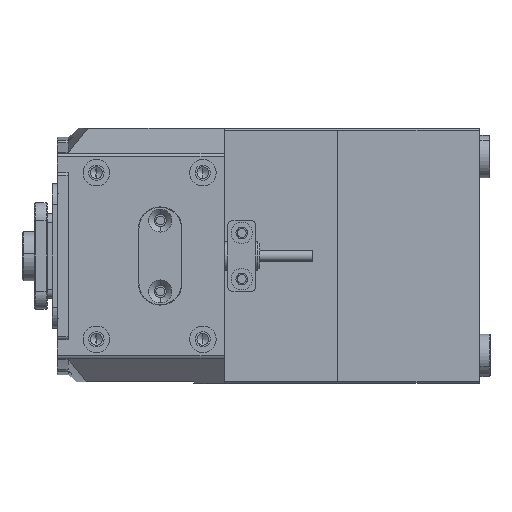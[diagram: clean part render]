
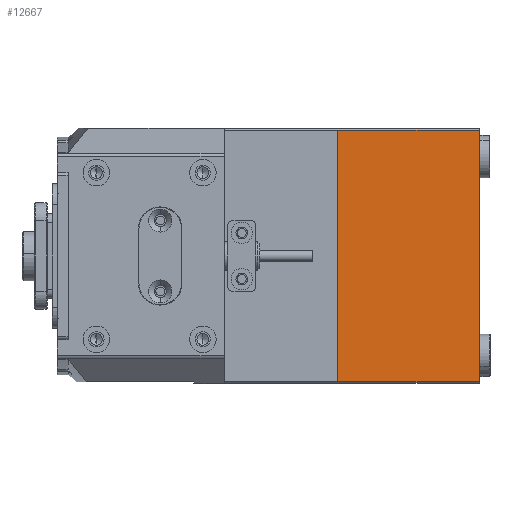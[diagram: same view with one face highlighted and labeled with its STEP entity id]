
A CAD part, left-side view. The second image highlights one B-rep face of the part: STEP entity #12667.
In plain terms, the highlighted planar face has unit normal (-1, 0, 0).
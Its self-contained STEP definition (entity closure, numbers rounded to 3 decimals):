
#104 = CARTESIAN_POINT ( 'NONE',  ( -62.5, 35.95, -40. ) ) ;
#313 = CARTESIAN_POINT ( 'NONE',  ( -62.5, 35.95, -40. ) ) ;
#1085 = ORIENTED_EDGE ( 'NONE', *, *, #11418, .F. ) ;
#2339 = VERTEX_POINT ( 'NONE', #35435 ) ;
#3147 = VECTOR ( 'NONE', #38266, 1000. ) ;
#4076 = EDGE_LOOP ( 'NONE', ( #36337, #8763, #1085, #38909 ) ) ;
#6284 = VECTOR ( 'NONE', #25798, 1000. ) ;
#8763 = ORIENTED_EDGE ( 'NONE', *, *, #33517, .T. ) ;
#11418 = EDGE_CURVE ( 'NONE', #46546, #49383, #43097, .T. ) ;
#12667 = ADVANCED_FACE ( 'NONE', ( #28708 ), #41653, .F. ) ;
#14285 = CARTESIAN_POINT ( 'NONE',  ( -62.5, 35.45, -40. ) ) ;
#17619 = CARTESIAN_POINT ( 'NONE',  ( -62.5, 35.95, 0. ) ) ;
#18471 = AXIS2_PLACEMENT_3D ( 'NONE', #313, #30970, #42472 ) ;
#19025 = VERTEX_POINT ( 'NONE', #48439 ) ;
#21791 = LINE ( 'NONE', #21973, #26594 ) ;
#21973 = CARTESIAN_POINT ( 'NONE',  ( -62.5, -35.45, -40. ) ) ;
#23780 = CARTESIAN_POINT ( 'NONE',  ( -62.5, -35.45, -40. ) ) ;
#25798 = DIRECTION ( 'NONE',  ( 0., 0., -1. ) ) ;
#26553 = LINE ( 'NONE', #14285, #6284 ) ;
#26594 = VECTOR ( 'NONE', #36831, 1000. ) ;
#27872 = VECTOR ( 'NONE', #44973, 1000. ) ;
#28708 = FACE_OUTER_BOUND ( 'NONE', #4076, .T. ) ;
#28980 = CARTESIAN_POINT ( 'NONE',  ( -62.5, 35.45, -40. ) ) ;
#30970 = DIRECTION ( 'NONE',  ( 1., 0., 0. ) ) ;
#33517 = EDGE_CURVE ( 'NONE', #2339, #49383, #26553, .T. ) ;
#35435 = CARTESIAN_POINT ( 'NONE',  ( -62.5, 35.45, 0. ) ) ;
#36337 = ORIENTED_EDGE ( 'NONE', *, *, #39623, .T. ) ;
#36831 = DIRECTION ( 'NONE',  ( 0., 0., 1. ) ) ;
#38266 = DIRECTION ( 'NONE',  ( 0., 1., 0. ) ) ;
#38909 = ORIENTED_EDGE ( 'NONE', *, *, #46351, .T. ) ;
#39623 = EDGE_CURVE ( 'NONE', #19025, #2339, #45803, .T. ) ;
#41653 = PLANE ( 'NONE',  #18471 ) ;
#42472 = DIRECTION ( 'NONE',  ( 0., 1., 0. ) ) ;
#43097 = LINE ( 'NONE', #104, #3147 ) ;
#44973 = DIRECTION ( 'NONE',  ( 0., 1., 0. ) ) ;
#45803 = LINE ( 'NONE', #17619, #27872 ) ;
#46351 = EDGE_CURVE ( 'NONE', #46546, #19025, #21791, .T. ) ;
#46546 = VERTEX_POINT ( 'NONE', #23780 ) ;
#48439 = CARTESIAN_POINT ( 'NONE',  ( -62.5, -35.45, 0. ) ) ;
#49383 = VERTEX_POINT ( 'NONE', #28980 ) ;
